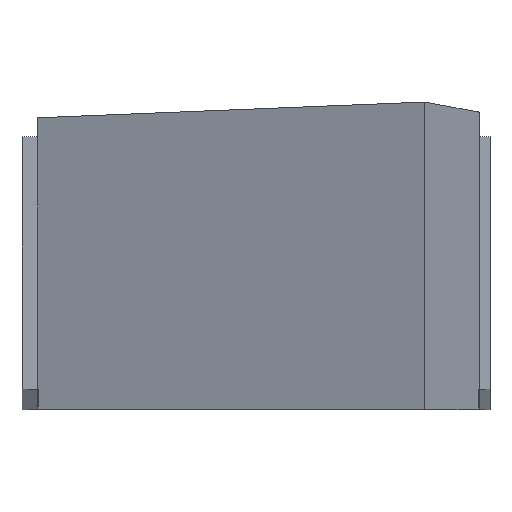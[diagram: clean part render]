
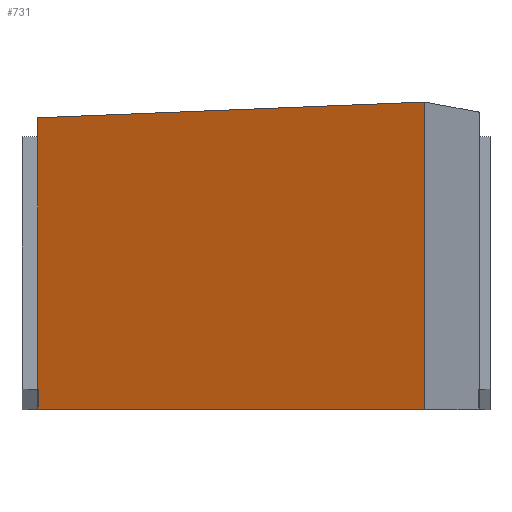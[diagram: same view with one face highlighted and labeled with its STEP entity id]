
A CAD part, front view. The second image highlights one B-rep face of the part: STEP entity #731.
In plain terms, the highlighted planar face has unit normal (-0.423, -0.903, 0.079).
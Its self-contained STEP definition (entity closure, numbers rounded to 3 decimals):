
#379=CARTESIAN_POINT('',(44.779,-63.048,0.002));
#380=VERTEX_POINT('',#379);
#387=CARTESIAN_POINT('',(-0.536,-41.836,0.002));
#388=VERTEX_POINT('',#387);
#389=CARTESIAN_POINT('',(-0.536,-41.836,0.002));
#390=DIRECTION('',(0.906,-0.424,-0.));
#391=VECTOR('',#390,50.034);
#392=LINE('',#389,#391);
#393=EDGE_CURVE('',#388,#380,#392,.T.);
#590=CARTESIAN_POINT('',(-0.456,-41.664,2.402));
#591=VERTEX_POINT('',#590);
#592=CARTESIAN_POINT('',(-0.456,-41.664,2.402));
#593=DIRECTION('',(-0.033,-0.072,-0.997));
#594=VECTOR('',#593,2.408);
#595=LINE('',#592,#594);
#596=EDGE_CURVE('',#591,#388,#595,.T.);
#614=CARTESIAN_POINT('',(-0.536,-41.626,2.402));
#615=VERTEX_POINT('',#614);
#616=CARTESIAN_POINT('',(-0.456,-41.664,2.402));
#617=DIRECTION('',(-0.906,0.424,0.));
#618=VECTOR('',#617,0.088);
#619=LINE('',#616,#618);
#620=EDGE_CURVE('',#591,#615,#619,.T.);
#688=CARTESIAN_POINT('',(-0.536,-38.843,34.212));
#689=VERTEX_POINT('',#688);
#690=CARTESIAN_POINT('',(-0.536,-38.843,34.212));
#691=DIRECTION('',(0.,-0.087,-0.996));
#692=VECTOR('',#691,31.931);
#693=LINE('',#690,#692);
#694=EDGE_CURVE('',#689,#615,#693,.T.);
#706=CARTESIAN_POINT('',(18.949,-48.157,32.015));
#707=DIRECTION('',(-0.423,-0.903,0.079));
#708=DIRECTION('',(-0.906,0.421,-0.037));
#709=AXIS2_PLACEMENT_3D('',#706,#707,#708);
#710=PLANE('',#709);
#711=ORIENTED_EDGE('',*,*,#620,.F.);
#712=ORIENTED_EDGE('',*,*,#596,.T.);
#713=ORIENTED_EDGE('',*,*,#393,.T.);
#714=CARTESIAN_POINT('',(44.779,-59.894,36.054));
#715=VERTEX_POINT('',#714);
#716=CARTESIAN_POINT('',(44.779,-59.894,36.054));
#717=DIRECTION('',(0.,-0.087,-0.996));
#718=VECTOR('',#717,36.189);
#719=LINE('',#716,#718);
#720=EDGE_CURVE('',#715,#380,#719,.T.);
#721=ORIENTED_EDGE('',*,*,#720,.F.);
#722=CARTESIAN_POINT('',(44.779,-59.894,36.054));
#723=DIRECTION('',(-0.906,0.421,-0.037));
#724=VECTOR('',#723,50.);
#725=LINE('',#722,#724);
#726=EDGE_CURVE('',#715,#689,#725,.T.);
#727=ORIENTED_EDGE('',*,*,#726,.T.);
#728=ORIENTED_EDGE('',*,*,#694,.T.);
#729=EDGE_LOOP('',(#711,#712,#713,#721,#727,#728));
#730=FACE_BOUND('',#729,.T.);
#731=ADVANCED_FACE('',(#730),#710,.T.);
